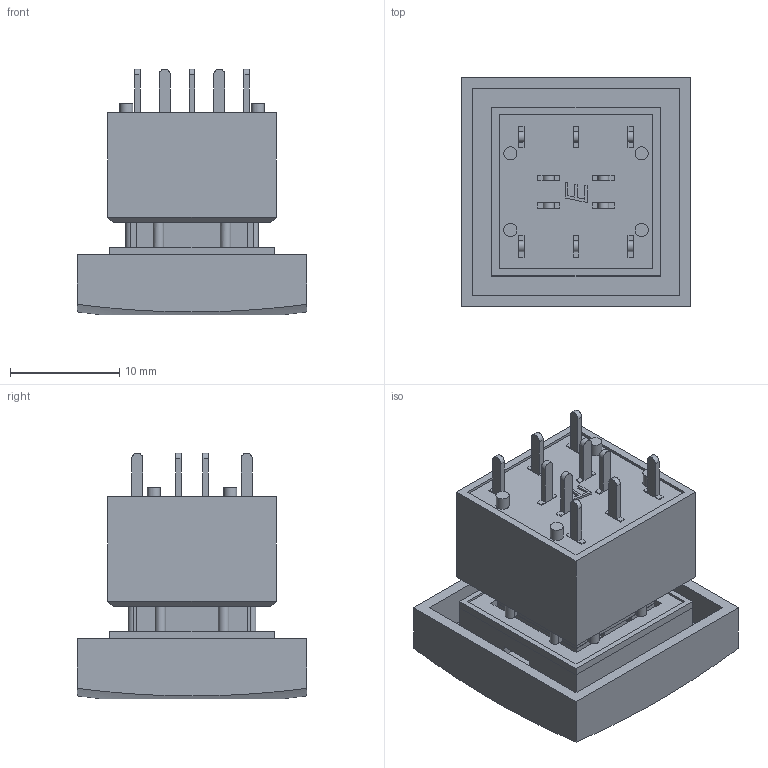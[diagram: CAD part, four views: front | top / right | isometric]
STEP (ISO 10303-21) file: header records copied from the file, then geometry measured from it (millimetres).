
FILE_DESCRIPTION(/* description */ (''),/* implementation_level */ '2;1');
FILE_NAME(/* name */ 'ULP22xxP1xLSCL1RGB.stp',/* time_stamp */ '2025-06-04T14:04:18-05:00',/* author */ ('mroman'),/* organization */ (''),/* preprocessor_version */ 'ST-DEVELOPER v18.1',/* originating_system */ 'Autodesk Inventor 2022',/* authorisation */ '');
FILE_SCHEMA (('AUTOMOTIVE_DESIGN { 1 0 10303 214 3 1 1 }'));
Length unit declared in the file: centimetre
Products named in the file (1): ULP22xxP1xLSCL1RGB
Bounding box: 21 x 21 x 22.45 mm (x, y, z)
Volume: 3847.6 mm3; surface area: 4250.9 mm2
Topology: 1 solids, 1 shells, 260 faces, 721 edges, 472 vertices
Faces by surface type: plane 232, cylinder 26, bspline 2
Full cylindrical faces by diameter (mm): 1.2 x4
Entity records: 8307 total; most frequent: CARTESIAN_POINT 1547, ORIENTED_EDGE 1440, DIRECTION 1299, EDGE_CURVE 720, LINE 647, VECTOR 647, VERTEX_POINT 472, AXIS2_PLACEMENT_3D 326
